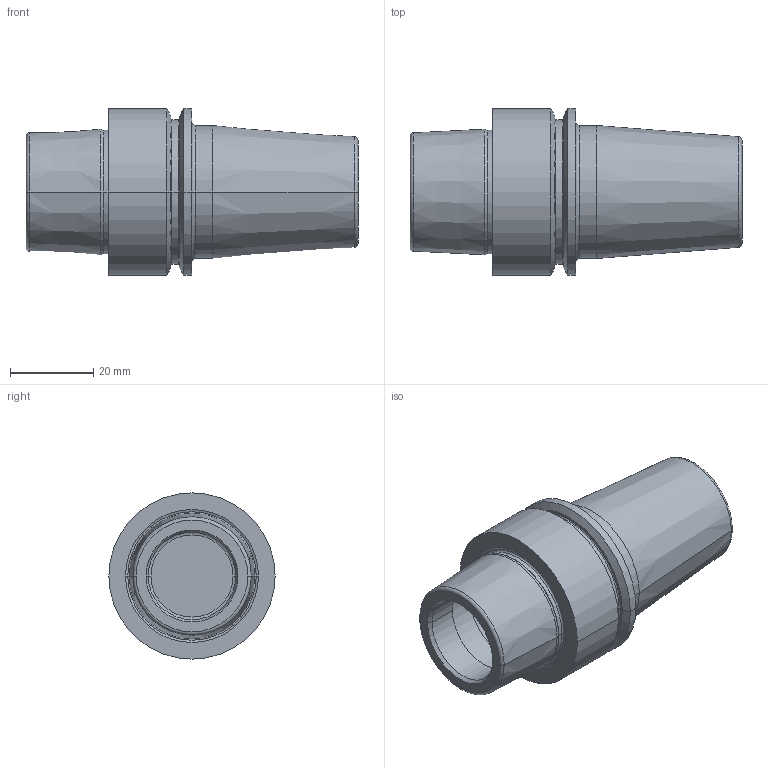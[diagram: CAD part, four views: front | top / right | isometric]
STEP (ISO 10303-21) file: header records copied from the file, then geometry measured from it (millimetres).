
FILE_DESCRIPTION((''),'2;1');
FILE_NAME('E40-145-12','2013-01-11T',('mei'),(''),'PRO/ENGINEER BY PARAMETRIC TECHNOLOGY CORPORATION, 2010430','PRO/ENGINEER BY PARAMETRIC TECHNOLOGY CORPORATION, 2010430','');
FILE_SCHEMA(('CONFIG_CONTROL_DESIGN'));
Length unit declared in the file: millimetre
Products named in the file (1): E40-145-12
Bounding box: 79.9 x 40 x 40 mm (x, y, z)
Volume: 48533.7 mm3; surface area: 14482.6 mm2
Topology: 1 solids, 1 shells, 62 faces, 122 edges, 68 vertices
Faces by surface type: torus 20, cylinder 18, cone 16, plane 8
Entity records: 1632 total; most frequent: DIRECTION 334, CARTESIAN_POINT 252, ORIENTED_EDGE 244, AXIS2_PLACEMENT_3D 150, EDGE_CURVE 122, CIRCLE 88, VERTEX_POINT 68, EDGE_LOOP 68
